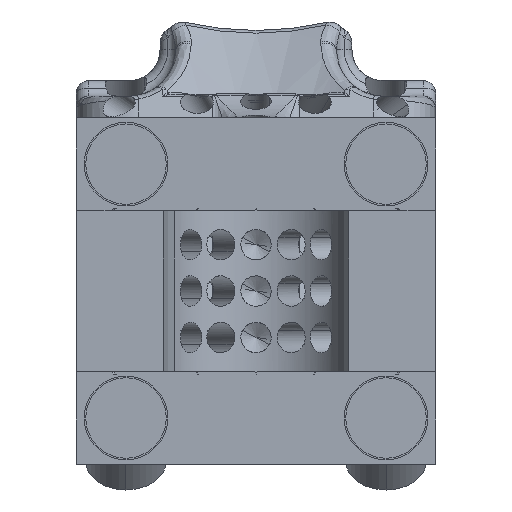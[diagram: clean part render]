
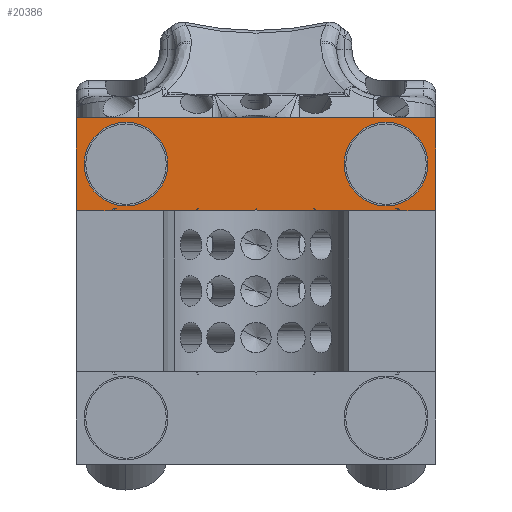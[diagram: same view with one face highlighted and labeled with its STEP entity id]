
A CAD part, front view. The second image highlights one B-rep face of the part: STEP entity #20386.
In plain terms, the highlighted planar face has unit normal (0, -1, 0).
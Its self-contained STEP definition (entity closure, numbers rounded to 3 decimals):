
#18897=CARTESIAN_POINT('Vertex',(-0.166,-23.,13.)) ;
#18900=CARTESIAN_POINT('Line Origine',(-4.757,-23.,13.)) ;
#18904=CARTESIAN_POINT('Vertex',(-9.348,-23.,13.)) ;
#19018=CARTESIAN_POINT('Vertex',(9.348,-23.,13.)) ;
#19021=CARTESIAN_POINT('Line Origine',(4.757,-23.,13.)) ;
#19025=CARTESIAN_POINT('Vertex',(0.166,-23.,13.)) ;
#19301=CARTESIAN_POINT('Line Origine',(9.437,-23.,13.2)) ;
#19305=CARTESIAN_POINT('Vertex',(9.527,-23.,13.4)) ;
#19329=CARTESIAN_POINT('Vertex',(9.706,-23.,13.)) ;
#19332=CARTESIAN_POINT('Line Origine',(9.617,-23.,13.2)) ;
#19348=CARTESIAN_POINT('Vertex',(22.766,-23.,13.)) ;
#19351=CARTESIAN_POINT('Line Origine',(16.236,-23.,13.)) ;
#19624=CARTESIAN_POINT('Line Origine',(22.883,-23.,13.2)) ;
#19628=CARTESIAN_POINT('Vertex',(23.,-23.,13.4)) ;
#19652=CARTESIAN_POINT('Vertex',(23.234,-23.,13.)) ;
#19655=CARTESIAN_POINT('Line Origine',(23.117,-23.,13.2)) ;
#19678=CARTESIAN_POINT('Vertex',(29.,-23.,13.)) ;
#19681=CARTESIAN_POINT('Line Origine',(26.117,-23.,13.)) ;
#19752=CARTESIAN_POINT('Vertex',(-29.,-23.,28.)) ;
#19755=CARTESIAN_POINT('Line Origine',(0.,-23.,28.)) ;
#19759=CARTESIAN_POINT('Vertex',(29.,-23.,28.)) ;
#19818=CARTESIAN_POINT('Line Origine',(-26.117,-23.,13.)) ;
#19822=CARTESIAN_POINT('Vertex',(-23.234,-23.,13.)) ;
#19824=CARTESIAN_POINT('Vertex',(-29.,-23.,13.)) ;
#19850=CARTESIAN_POINT('Line Origine',(-23.117,-23.,13.2)) ;
#19854=CARTESIAN_POINT('Vertex',(-23.,-23.,13.4)) ;
#19878=CARTESIAN_POINT('Vertex',(-22.766,-23.,13.)) ;
#19881=CARTESIAN_POINT('Line Origine',(-22.883,-23.,13.2)) ;
#19897=CARTESIAN_POINT('Vertex',(-9.706,-23.,13.)) ;
#19900=CARTESIAN_POINT('Line Origine',(-16.236,-23.,13.)) ;
#20173=CARTESIAN_POINT('Line Origine',(-9.617,-23.,13.2)) ;
#20177=CARTESIAN_POINT('Vertex',(-9.527,-23.,13.4)) ;
#20197=CARTESIAN_POINT('Line Origine',(-9.437,-23.,13.2)) ;
#20302=CARTESIAN_POINT('Axis2P3D Location',(-29.,-23.,20.5)) ;
#20307=CARTESIAN_POINT('Line Origine',(29.,-23.,20.5)) ;
#20312=CARTESIAN_POINT('Line Origine',(-29.,-23.,20.5)) ;
#20317=CARTESIAN_POINT('Line Origine',(-0.083,-23.,13.2)) ;
#20321=CARTESIAN_POINT('Vertex',(0.,-23.,13.4)) ;
#20324=CARTESIAN_POINT('Line Origine',(0.083,-23.,13.2)) ;
#20350=CARTESIAN_POINT('Axis2P3D Location',(21.,-23.,20.5)) ;
#20354=CARTESIAN_POINT('Vertex',(24.949,-23.,18.343)) ;
#20356=CARTESIAN_POINT('Vertex',(17.051,-23.,22.657)) ;
#20359=CARTESIAN_POINT('Axis2P3D Location',(21.,-23.,20.5)) ;
#20368=CARTESIAN_POINT('Axis2P3D Location',(-21.,-23.,20.5)) ;
#20372=CARTESIAN_POINT('Vertex',(-17.051,-23.,18.343)) ;
#20374=CARTESIAN_POINT('Vertex',(-24.949,-23.,22.657)) ;
#20377=CARTESIAN_POINT('Axis2P3D Location',(-21.,-23.,20.5)) ;
#18901=DIRECTION('Vector Direction',(1.,0.,0.)) ;
#19022=DIRECTION('Vector Direction',(1.,0.,0.)) ;
#19302=DIRECTION('Vector Direction',(-0.409,0.,-0.912)) ;
#19333=DIRECTION('Vector Direction',(0.409,0.,-0.912)) ;
#19352=DIRECTION('Vector Direction',(1.,0.,0.)) ;
#19625=DIRECTION('Vector Direction',(-0.505,0.,-0.863)) ;
#19656=DIRECTION('Vector Direction',(0.505,0.,-0.863)) ;
#19682=DIRECTION('Vector Direction',(1.,0.,0.)) ;
#19756=DIRECTION('Vector Direction',(1.,0.,0.)) ;
#19819=DIRECTION('Vector Direction',(1.,0.,0.)) ;
#19851=DIRECTION('Vector Direction',(-0.505,0.,-0.863)) ;
#19882=DIRECTION('Vector Direction',(0.505,0.,-0.863)) ;
#19901=DIRECTION('Vector Direction',(1.,0.,0.)) ;
#20174=DIRECTION('Vector Direction',(-0.409,0.,-0.912)) ;
#20198=DIRECTION('Vector Direction',(0.409,0.,-0.912)) ;
#20303=DIRECTION('Axis2P3D Direction',(0.,1.,0.)) ;
#20304=DIRECTION('Axis2P3D XDirection',(1.,0.,0.)) ;
#20308=DIRECTION('Vector Direction',(0.,0.,-1.)) ;
#20313=DIRECTION('Vector Direction',(0.,0.,-1.)) ;
#20318=DIRECTION('Vector Direction',(0.383,0.,0.924)) ;
#20325=DIRECTION('Vector Direction',(-0.383,0.,0.924)) ;
#20351=DIRECTION('Axis2P3D Direction',(0.,1.,0.)) ;
#20360=DIRECTION('Axis2P3D Direction',(0.,1.,0.)) ;
#20369=DIRECTION('Axis2P3D Direction',(0.,1.,0.)) ;
#20378=DIRECTION('Axis2P3D Direction',(0.,1.,0.)) ;
#20305=AXIS2_PLACEMENT_3D('Plane Axis2P3D',#20302,#20303,#20304) ;
#20352=AXIS2_PLACEMENT_3D('Circle Axis2P3D',#20350,#20351,$) ;
#20361=AXIS2_PLACEMENT_3D('Circle Axis2P3D',#20359,#20360,$) ;
#20370=AXIS2_PLACEMENT_3D('Circle Axis2P3D',#20368,#20369,$) ;
#20379=AXIS2_PLACEMENT_3D('Circle Axis2P3D',#20377,#20378,$) ;
#20330=ORIENTED_EDGE('',*,*,#19630,.F.) ;
#20331=ORIENTED_EDGE('',*,*,#19659,.T.) ;
#20332=ORIENTED_EDGE('',*,*,#19685,.F.) ;
#20333=ORIENTED_EDGE('',*,*,#20311,.F.) ;
#20334=ORIENTED_EDGE('',*,*,#19761,.T.) ;
#20335=ORIENTED_EDGE('',*,*,#20316,.T.) ;
#20336=ORIENTED_EDGE('',*,*,#19826,.F.) ;
#20337=ORIENTED_EDGE('',*,*,#19856,.F.) ;
#20338=ORIENTED_EDGE('',*,*,#19885,.T.) ;
#20339=ORIENTED_EDGE('',*,*,#19904,.F.) ;
#20340=ORIENTED_EDGE('',*,*,#20179,.F.) ;
#20341=ORIENTED_EDGE('',*,*,#20201,.T.) ;
#20342=ORIENTED_EDGE('',*,*,#18906,.F.) ;
#20343=ORIENTED_EDGE('',*,*,#20323,.T.) ;
#20344=ORIENTED_EDGE('',*,*,#20328,.F.) ;
#20345=ORIENTED_EDGE('',*,*,#19027,.F.) ;
#20346=ORIENTED_EDGE('',*,*,#19307,.F.) ;
#20347=ORIENTED_EDGE('',*,*,#19336,.T.) ;
#20348=ORIENTED_EDGE('',*,*,#19355,.F.) ;
#20365=ORIENTED_EDGE('',*,*,#20358,.T.) ;
#20366=ORIENTED_EDGE('',*,*,#20363,.T.) ;
#20383=ORIENTED_EDGE('',*,*,#20376,.T.) ;
#20384=ORIENTED_EDGE('',*,*,#20381,.T.) ;
#20367=FACE_BOUND('',#20364,.T.) ;
#20385=FACE_BOUND('',#20382,.T.) ;
#18902=VECTOR('Line Direction',#18901,1.) ;
#19023=VECTOR('Line Direction',#19022,1.) ;
#19303=VECTOR('Line Direction',#19302,1.) ;
#19334=VECTOR('Line Direction',#19333,1.) ;
#19353=VECTOR('Line Direction',#19352,1.) ;
#19626=VECTOR('Line Direction',#19625,1.) ;
#19657=VECTOR('Line Direction',#19656,1.) ;
#19683=VECTOR('Line Direction',#19682,1.) ;
#19757=VECTOR('Line Direction',#19756,1.) ;
#19820=VECTOR('Line Direction',#19819,1.) ;
#19852=VECTOR('Line Direction',#19851,1.) ;
#19883=VECTOR('Line Direction',#19882,1.) ;
#19902=VECTOR('Line Direction',#19901,1.) ;
#20175=VECTOR('Line Direction',#20174,1.) ;
#20199=VECTOR('Line Direction',#20198,1.) ;
#20309=VECTOR('Line Direction',#20308,1.) ;
#20314=VECTOR('Line Direction',#20313,1.) ;
#20319=VECTOR('Line Direction',#20318,1.) ;
#20326=VECTOR('Line Direction',#20325,1.) ;
#20386=ADVANCED_FACE('5251851__A__1__A_EGT205_Schelle_RD30.4\\5251851__3401__EGT205_Schelle_RD30.1\\PartBody',(#20349,#20367,#20385),#20306,.F.) ;
#20353=CIRCLE('generated circle',#20352,4.5) ;
#20362=CIRCLE('generated circle',#20361,4.5) ;
#20371=CIRCLE('generated circle',#20370,4.5) ;
#20380=CIRCLE('generated circle',#20379,4.5) ;
#18906=EDGE_CURVE('',#18898,#18905,#18903,.F.) ;
#19027=EDGE_CURVE('',#19019,#19026,#19024,.F.) ;
#19307=EDGE_CURVE('',#19306,#19019,#19304,.T.) ;
#19336=EDGE_CURVE('',#19306,#19330,#19335,.T.) ;
#19355=EDGE_CURVE('',#19349,#19330,#19354,.F.) ;
#19630=EDGE_CURVE('',#19629,#19349,#19627,.T.) ;
#19659=EDGE_CURVE('',#19629,#19653,#19658,.T.) ;
#19685=EDGE_CURVE('',#19679,#19653,#19684,.F.) ;
#19761=EDGE_CURVE('',#19760,#19753,#19758,.F.) ;
#19826=EDGE_CURVE('',#19823,#19825,#19821,.F.) ;
#19856=EDGE_CURVE('',#19855,#19823,#19853,.T.) ;
#19885=EDGE_CURVE('',#19855,#19879,#19884,.T.) ;
#19904=EDGE_CURVE('',#19898,#19879,#19903,.F.) ;
#20179=EDGE_CURVE('',#20178,#19898,#20176,.T.) ;
#20201=EDGE_CURVE('',#20178,#18905,#20200,.T.) ;
#20311=EDGE_CURVE('',#19760,#19679,#20310,.T.) ;
#20316=EDGE_CURVE('',#19753,#19825,#20315,.T.) ;
#20323=EDGE_CURVE('',#18898,#20322,#20320,.T.) ;
#20328=EDGE_CURVE('',#19026,#20322,#20327,.T.) ;
#20358=EDGE_CURVE('',#20355,#20357,#20353,.T.) ;
#20363=EDGE_CURVE('',#20357,#20355,#20362,.T.) ;
#20376=EDGE_CURVE('',#20373,#20375,#20371,.T.) ;
#20381=EDGE_CURVE('',#20375,#20373,#20380,.T.) ;
#20329=EDGE_LOOP('',(#20330,#20331,#20332,#20333,#20334,#20335,#20336,#20337,#20338,#20339,#20340,#20341,#20342,#20343,#20344,#20345,#20346,#20347,#20348)) ;
#20364=EDGE_LOOP('',(#20365,#20366)) ;
#20382=EDGE_LOOP('',(#20383,#20384)) ;
#20349=FACE_OUTER_BOUND('',#20329,.T.) ;
#18903=LINE('Line',#18900,#18902) ;
#19024=LINE('Line',#19021,#19023) ;
#19304=LINE('Line',#19301,#19303) ;
#19335=LINE('Line',#19332,#19334) ;
#19354=LINE('Line',#19351,#19353) ;
#19627=LINE('Line',#19624,#19626) ;
#19658=LINE('Line',#19655,#19657) ;
#19684=LINE('Line',#19681,#19683) ;
#19758=LINE('Line',#19755,#19757) ;
#19821=LINE('Line',#19818,#19820) ;
#19853=LINE('Line',#19850,#19852) ;
#19884=LINE('Line',#19881,#19883) ;
#19903=LINE('Line',#19900,#19902) ;
#20176=LINE('Line',#20173,#20175) ;
#20200=LINE('Line',#20197,#20199) ;
#20310=LINE('Line',#20307,#20309) ;
#20315=LINE('Line',#20312,#20314) ;
#20320=LINE('Line',#20317,#20319) ;
#20327=LINE('Line',#20324,#20326) ;
#20306=PLANE('',#20305) ;
#18898=VERTEX_POINT('',#18897) ;
#18905=VERTEX_POINT('',#18904) ;
#19019=VERTEX_POINT('',#19018) ;
#19026=VERTEX_POINT('',#19025) ;
#19306=VERTEX_POINT('',#19305) ;
#19330=VERTEX_POINT('',#19329) ;
#19349=VERTEX_POINT('',#19348) ;
#19629=VERTEX_POINT('',#19628) ;
#19653=VERTEX_POINT('',#19652) ;
#19679=VERTEX_POINT('',#19678) ;
#19753=VERTEX_POINT('',#19752) ;
#19760=VERTEX_POINT('',#19759) ;
#19823=VERTEX_POINT('',#19822) ;
#19825=VERTEX_POINT('',#19824) ;
#19855=VERTEX_POINT('',#19854) ;
#19879=VERTEX_POINT('',#19878) ;
#19898=VERTEX_POINT('',#19897) ;
#20178=VERTEX_POINT('',#20177) ;
#20322=VERTEX_POINT('',#20321) ;
#20355=VERTEX_POINT('',#20354) ;
#20357=VERTEX_POINT('',#20356) ;
#20373=VERTEX_POINT('',#20372) ;
#20375=VERTEX_POINT('',#20374) ;
